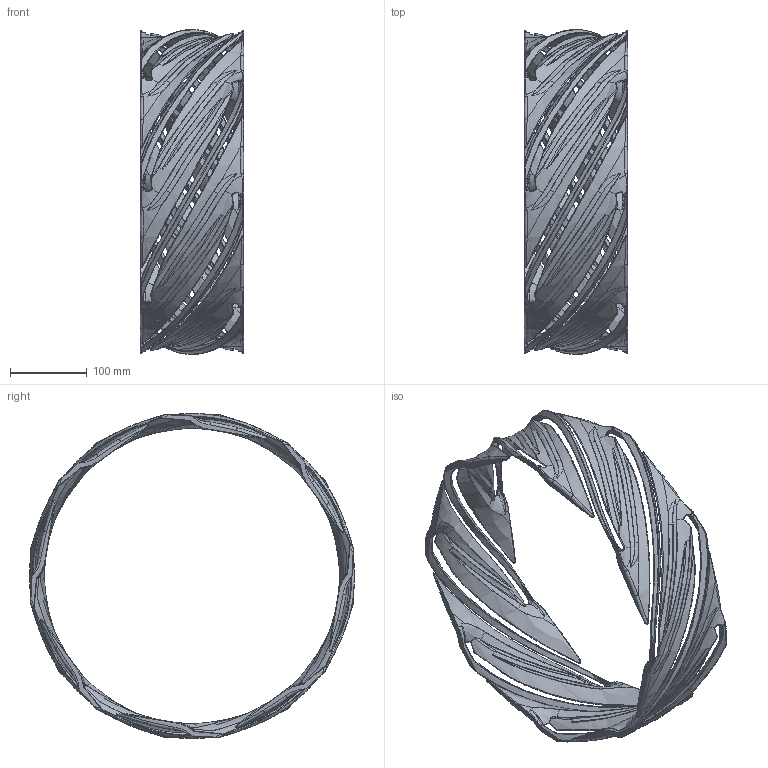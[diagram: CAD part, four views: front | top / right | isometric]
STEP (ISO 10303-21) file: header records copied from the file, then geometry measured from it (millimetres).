
FILE_DESCRIPTION(('FreeCAD Model'),'2;1');
FILE_NAME('Open CASCADE Shape Model','2025-05-04T08:36:10',('FreeCAD'),( 'FreeCAD'),'Open CASCADE STEP processor 7.6','FreeCAD','Unknown');
FILE_SCHEMA(('AUTOMOTIVE_DESIGN { 1 0 10303 214 1 1 1 1 }'));
Products named in the file (1): Open CASCADE STEP translator 7.6 1
Bounding box: 134.75 x 423.85 x 423.85 mm (x, y, z)
Volume: 930228.1 mm3; surface area: 346843.2 mm2
Topology: 1 solids, 1 shells, 1552 faces, 3712 edges, 2064 vertices
Faces by surface type: bspline 1552
Entity records: 92464 total; most frequent: CARTESIAN_POINT 70911, ORIENTED_EDGE 7232, EDGE_CURVE 3616, B_SPLINE_CURVE_WITH_KNOTS 2480, VERTEX_POINT 2064, ADVANCED_FACE 1552, FACE_BOUND 1552, EDGE_LOOP 1552
